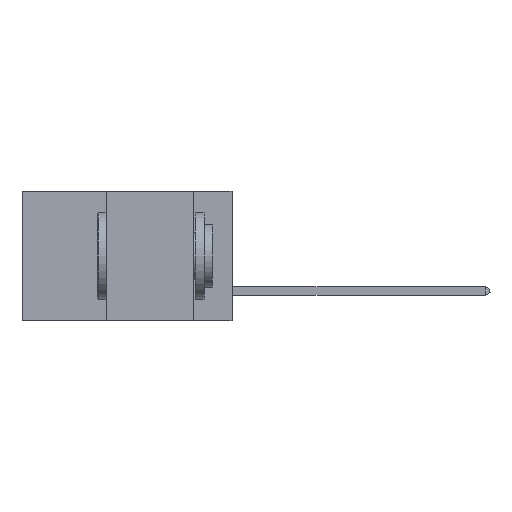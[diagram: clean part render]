
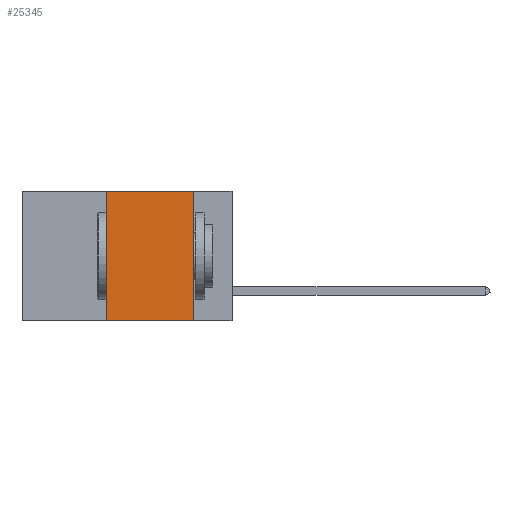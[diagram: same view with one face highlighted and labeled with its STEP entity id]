
A CAD part, left-side view. The second image highlights one B-rep face of the part: STEP entity #25345.
In plain terms, the highlighted planar face has unit normal (-1, 0, 0).
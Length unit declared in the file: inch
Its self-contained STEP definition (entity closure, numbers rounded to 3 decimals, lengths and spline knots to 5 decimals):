
#2599 = FACE_OUTER_BOUND ( 'NONE', #4037, .T. ) ;
#2644 = LINE ( 'NONE', #44135, #40021 ) ;
#3799 = CARTESIAN_POINT ( 'NONE',  ( 0., 0.6, 0. ) ) ;
#3941 = DIRECTION ( 'NONE',  ( 0., -1., 0. ) ) ;
#4037 = EDGE_LOOP ( 'NONE', ( #17749, #43752, #37016, #19860 ) ) ;
#5865 = LINE ( 'NONE', #27967, #11707 ) ;
#6087 = DIRECTION ( 'NONE',  ( 0., 0., -1. ) ) ;
#6979 = CARTESIAN_POINT ( 'NONE',  ( 0., 0.6, 0. ) ) ;
#8651 = VERTEX_POINT ( 'NONE', #27485 ) ;
#9619 = EDGE_CURVE ( 'NONE', #8651, #22411, #5865, .T. ) ;
#9968 = VECTOR ( 'NONE', #6087, 39.37008 ) ;
#10233 = DIRECTION ( 'NONE',  ( 1., 0., 0. ) ) ;
#11707 = VECTOR ( 'NONE', #22230, 39.37008 ) ;
#12268 = VERTEX_POINT ( 'NONE', #25733 ) ;
#13969 = AXIS2_PLACEMENT_3D ( 'NONE', #6979, #10233, #15820 ) ;
#15820 = DIRECTION ( 'NONE',  ( 0., 0., -1. ) ) ;
#16870 = VECTOR ( 'NONE', #3941, 39.37008 ) ;
#17615 = EDGE_CURVE ( 'NONE', #12268, #28791, #21710, .T. ) ;
#17749 = ORIENTED_EDGE ( 'NONE', *, *, #17615, .F. ) ;
#19860 = ORIENTED_EDGE ( 'NONE', *, *, #27427, .T. ) ;
#21242 = EDGE_CURVE ( 'NONE', #22411, #12268, #37099, .T. ) ;
#21710 = LINE ( 'NONE', #43330, #9968 ) ;
#22230 = DIRECTION ( 'NONE',  ( 0., 0., 1. ) ) ;
#22411 = VERTEX_POINT ( 'NONE', #35616 ) ;
#25345 = ADVANCED_FACE ( 'NONE', ( #2599 ), #40106, .F. ) ;
#25733 = CARTESIAN_POINT ( 'NONE',  ( 0., 0.11, 0. ) ) ;
#27427 = EDGE_CURVE ( 'NONE', #8651, #28791, #2644, .T. ) ;
#27485 = CARTESIAN_POINT ( 'NONE',  ( 0., 0.36, -0.37 ) ) ;
#27644 = DIRECTION ( 'NONE',  ( 0., -1., 0. ) ) ;
#27967 = CARTESIAN_POINT ( 'NONE',  ( 0., 0.36, 0. ) ) ;
#28791 = VERTEX_POINT ( 'NONE', #38138 ) ;
#35616 = CARTESIAN_POINT ( 'NONE',  ( 0., 0.36, 0. ) ) ;
#37016 = ORIENTED_EDGE ( 'NONE', *, *, #9619, .F. ) ;
#37099 = LINE ( 'NONE', #3799, #16870 ) ;
#38138 = CARTESIAN_POINT ( 'NONE',  ( 0., 0.11, -0.37 ) ) ;
#40021 = VECTOR ( 'NONE', #27644, 39.37008 ) ;
#40106 = PLANE ( 'NONE',  #13969 ) ;
#43330 = CARTESIAN_POINT ( 'NONE',  ( 0., 0.11, 0. ) ) ;
#43752 = ORIENTED_EDGE ( 'NONE', *, *, #21242, .F. ) ;
#44135 = CARTESIAN_POINT ( 'NONE',  ( 0., 0.6, -0.37 ) ) ;
